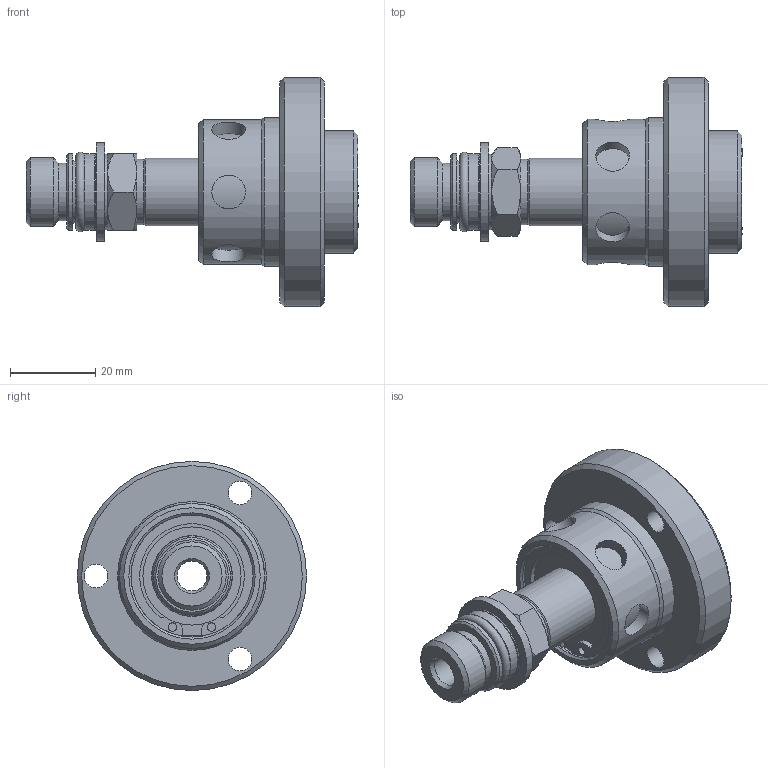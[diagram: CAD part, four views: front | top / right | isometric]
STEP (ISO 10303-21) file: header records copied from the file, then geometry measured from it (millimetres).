
FILE_DESCRIPTION(/* description */ (''),/* implementation_level */ '2;1');
FILE_NAME(/* name */ '1151-032-192-IC_Rev_A.stp',/* time_stamp */ '2020-05-13T11:25:18-05:00',/* author */ ('Moorera'),/* organization */ (''),/* preprocessor_version */ 'ST-DEVELOPER v18.1',/* originating_system */ 'Autodesk Inventor 2020',/* authorisation */ '');
FILE_SCHEMA (('AUTOMOTIVE_DESIGN { 1 0 10303 214 3 1 1 }'));
Length unit declared in the file: millimetre
Products named in the file (1): 1151-032-192-IC_Rev_A
Bounding box: 77.8 x 53.7 x 53.7 mm (x, y, z)
Volume: 48839.8 mm3; surface area: 15028.3 mm2
Topology: 2 solids, 2 shells, 378 faces, 1006 edges, 678 vertices
Faces by surface type: plane 201, bspline 112, cylinder 47, cone 15, torus 3
Full cylindrical faces by diameter (mm): 1.981 x2, 5.5 x3, 7 x1, 7.9 x6, 12 x1, 13.5 x1, 14.7 x2, 15.3 x1, 15.875 x1, 16 x1, 17.7 x1, 18 x2, 23 x1, 28 x1, 28.6 x2, 30.4 x1, 34 x1, 34.9 x1, 53.7 x1
Entity records: 13057 total; most frequent: CARTESIAN_POINT 4106, ORIENTED_EDGE 2012, DIRECTION 1443, EDGE_CURVE 1006, VERTEX_POINT 678, LINE 615, VECTOR 615, EDGE_LOOP 436
